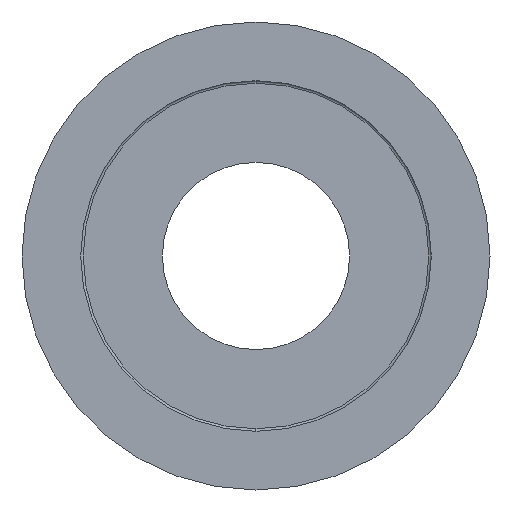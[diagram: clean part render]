
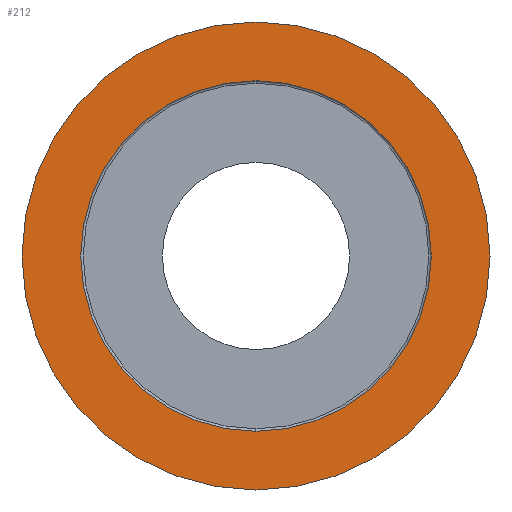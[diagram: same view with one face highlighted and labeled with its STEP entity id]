
A CAD part, left-side view. The second image highlights one B-rep face of the part: STEP entity #212.
In plain terms, the highlighted planar face has unit normal (-1, 0, 0).
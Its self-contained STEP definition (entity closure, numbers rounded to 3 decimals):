
#30 = CARTESIAN_POINT ( 'NONE',  ( 0., 0., 0. ) ) ;
#34 = VERTEX_POINT ( 'NONE', #433 ) ;
#46 = DIRECTION ( 'NONE',  ( 1., 0., 0. ) ) ;
#75 = CIRCLE ( 'NONE', #119, 27.5 ) ;
#96 = DIRECTION ( 'NONE',  ( 0., 0., 1. ) ) ;
#119 = AXIS2_PLACEMENT_3D ( 'NONE', #291, #726, #351 ) ;
#148 = ORIENTED_EDGE ( 'NONE', *, *, #721, .F. ) ;
#150 = CARTESIAN_POINT ( 'NONE',  ( 0., 0., 0. ) ) ;
#158 = AXIS2_PLACEMENT_3D ( 'NONE', #408, #46, #464 ) ;
#197 = DIRECTION ( 'NONE',  ( -1., 0., 0. ) ) ;
#211 = DIRECTION ( 'NONE',  ( 0., 0., 1. ) ) ;
#212 = ADVANCED_FACE ( 'NONE', ( #565, #415 ), #661, .F. ) ;
#217 = EDGE_CURVE ( 'NONE', #34, #349, #75, .T. ) ;
#265 = AXIS2_PLACEMENT_3D ( 'NONE', #566, #197, #627 ) ;
#286 = CIRCLE ( 'NONE', #265, 27.5 ) ;
#289 = ORIENTED_EDGE ( 'NONE', *, *, #760, .F. ) ;
#291 = CARTESIAN_POINT ( 'NONE',  ( 0., 0., 0. ) ) ;
#321 = EDGE_LOOP ( 'NONE', ( #148, #289 ) ) ;
#349 = VERTEX_POINT ( 'NONE', #480 ) ;
#351 = DIRECTION ( 'NONE',  ( 0., 0., 1. ) ) ;
#408 = CARTESIAN_POINT ( 'NONE',  ( 0., 0., -20.6 ) ) ;
#415 = FACE_OUTER_BOUND ( 'NONE', #800, .T. ) ;
#433 = CARTESIAN_POINT ( 'NONE',  ( 0., 0., 27.5 ) ) ;
#438 = CARTESIAN_POINT ( 'NONE',  ( 0., 0., 20.6 ) ) ;
#453 = DIRECTION ( 'NONE',  ( -1., 0., 0. ) ) ;
#464 = DIRECTION ( 'NONE',  ( 0., 0., -1. ) ) ;
#480 = CARTESIAN_POINT ( 'NONE',  ( 0., 0., -27.5 ) ) ;
#493 = CIRCLE ( 'NONE', #722, 20.6 ) ;
#546 = ORIENTED_EDGE ( 'NONE', *, *, #217, .T. ) ;
#565 = FACE_BOUND ( 'NONE', #321, .T. ) ;
#566 = CARTESIAN_POINT ( 'NONE',  ( 0., 0., 0. ) ) ;
#582 = DIRECTION ( 'NONE',  ( -1., 0., 0. ) ) ;
#590 = EDGE_CURVE ( 'NONE', #349, #34, #286, .T. ) ;
#627 = DIRECTION ( 'NONE',  ( 0., 0., 1. ) ) ;
#639 = VERTEX_POINT ( 'NONE', #438 ) ;
#646 = CIRCLE ( 'NONE', #799, 20.6 ) ;
#661 = PLANE ( 'NONE',  #158 ) ;
#691 = ORIENTED_EDGE ( 'NONE', *, *, #590, .T. ) ;
#721 = EDGE_CURVE ( 'NONE', #639, #780, #493, .T. ) ;
#722 = AXIS2_PLACEMENT_3D ( 'NONE', #150, #582, #211 ) ;
#726 = DIRECTION ( 'NONE',  ( -1., 0., 0. ) ) ;
#760 = EDGE_CURVE ( 'NONE', #780, #639, #646, .T. ) ;
#772 = CARTESIAN_POINT ( 'NONE',  ( 0., 0., -20.6 ) ) ;
#780 = VERTEX_POINT ( 'NONE', #772 ) ;
#799 = AXIS2_PLACEMENT_3D ( 'NONE', #30, #453, #96 ) ;
#800 = EDGE_LOOP ( 'NONE', ( #546, #691 ) ) ;
